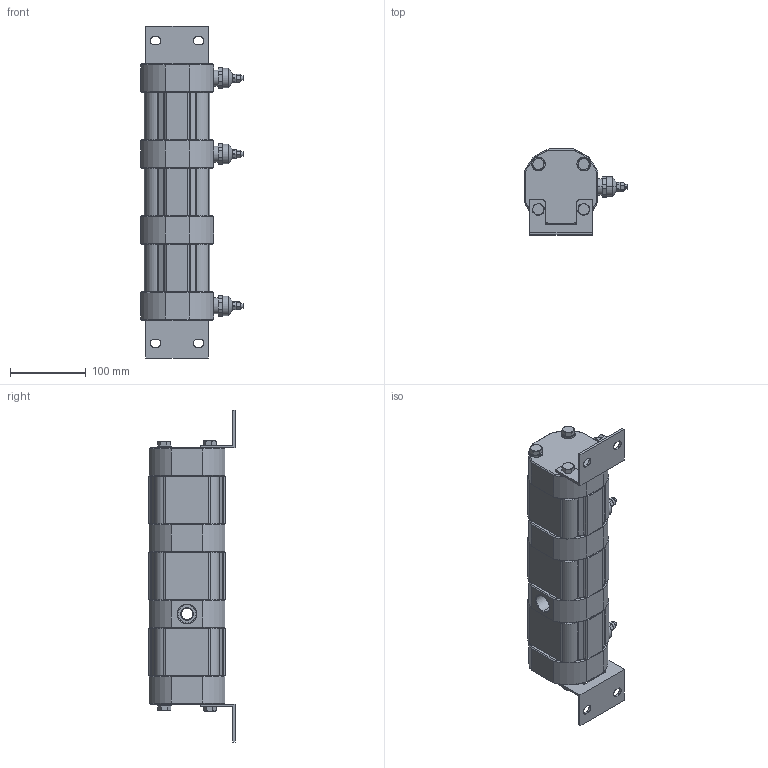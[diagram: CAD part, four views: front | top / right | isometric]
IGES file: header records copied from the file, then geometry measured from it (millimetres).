
Start section: SolidWorks IGES file using analytic representation for surfaces
Global section: file name: OT200-D3-3D14-1IL-CVR-R-150.igs; native system: SolidWorks 2014; preprocessor: SolidWorks 2014; author: serviziopdm; date: 151104.095646; units: millimetre
Bounding box: 135.9 x 113.7 x 438.9 mm (x, y, z)
Surface area: 232370.5 mm2 (no closed solid volume)
Topology: 0 solids, 0 shells, 609 faces, 11541 edges, 11541 vertices
Faces by surface type: revolution 308, bspline 301
